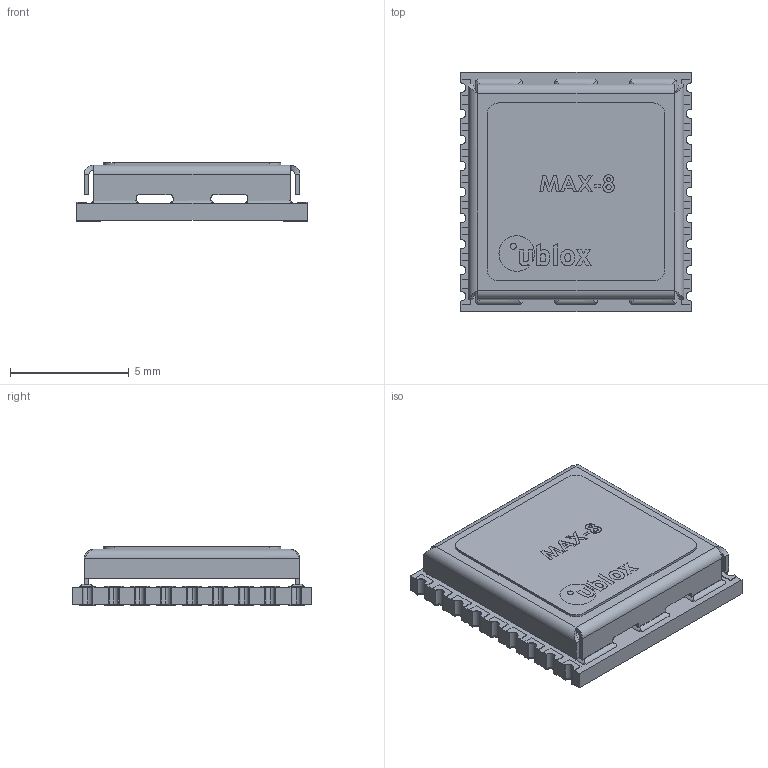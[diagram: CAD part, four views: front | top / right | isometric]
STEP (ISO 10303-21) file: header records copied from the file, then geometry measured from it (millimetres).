
FILE_DESCRIPTION (( 'STEP AP214' ), '1' );
FILE_NAME ('MAX-8Q.STEP', '2020-11-14T16:09:11', ( '' ), ( '' ), 'SwSTEP 2.0', 'SolidWorks 2021', '' );
FILE_SCHEMA (( 'AUTOMOTIVE_DESIGN' ));
Length unit declared in the file: millimetre
Products named in the file (4): MAX_PCB; Shield; MAX-8Q; u-blox_MAX_label_Default
Assembly tree (3 placements, depth 2):
  MAX-8Q
    MAX_PCB
    u-blox_MAX_label_Default
    Shield
Bounding box: 9.7 x 10.1 x 2.47 mm (x, y, z)
Volume: 100.9 mm3; surface area: 660.2 mm2
Topology: 32 solids, 32 shells, 603 faces, 1561 edges, 1030 vertices
Faces by surface type: plane 412, cylinder 127, bspline 64
Entity records: 22735 total; most frequent: CARTESIAN_POINT 5728, ORIENTED_EDGE 3122, DIRECTION 2641, EDGE_CURVE 1561, VECTOR 1155, LINE 1155, VERTEX_POINT 1030, AXIS2_PLACEMENT_3D 743
